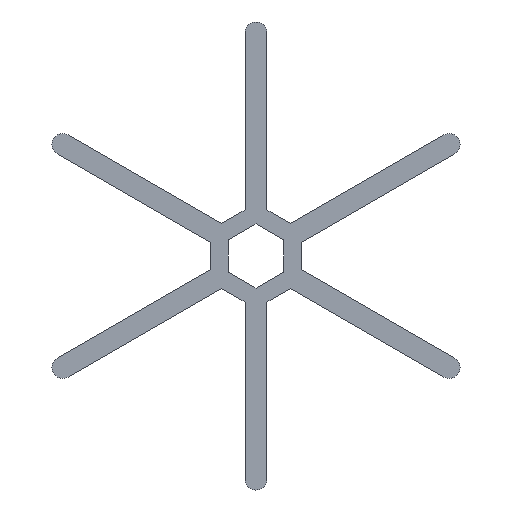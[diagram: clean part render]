
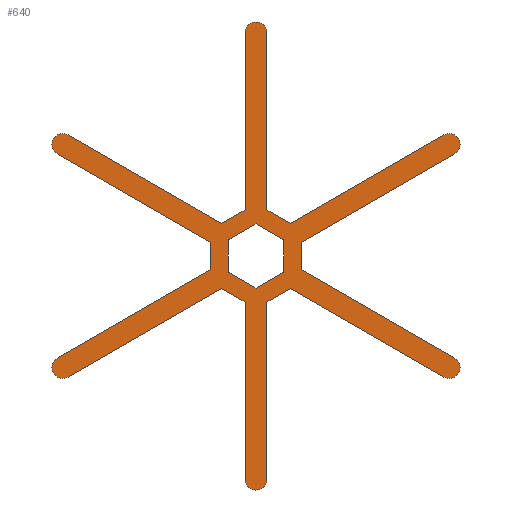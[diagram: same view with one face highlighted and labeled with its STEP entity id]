
A CAD part, front view. The second image highlights one B-rep face of the part: STEP entity #640.
In plain terms, the highlighted planar face has unit normal (0, -1, 0).
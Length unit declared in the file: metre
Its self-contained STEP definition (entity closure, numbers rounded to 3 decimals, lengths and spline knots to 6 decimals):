
#13=CIRCLE('',#665,0.002165);
#15=CIRCLE('',#671,0.002165);
#17=CIRCLE('',#677,0.002165);
#19=CIRCLE('',#683,0.002165);
#21=CIRCLE('',#689,0.002165);
#23=CIRCLE('',#695,0.002165);
#150=ORIENTED_EDGE('',*,*,#228,.F.);
#151=ORIENTED_EDGE('',*,*,#232,.T.);
#152=ORIENTED_EDGE('',*,*,#235,.T.);
#153=ORIENTED_EDGE('',*,*,#238,.T.);
#154=ORIENTED_EDGE('',*,*,#241,.F.);
#155=ORIENTED_EDGE('',*,*,#244,.T.);
#156=ORIENTED_EDGE('',*,*,#247,.T.);
#157=ORIENTED_EDGE('',*,*,#250,.T.);
#158=ORIENTED_EDGE('',*,*,#253,.F.);
#159=ORIENTED_EDGE('',*,*,#256,.T.);
#160=ORIENTED_EDGE('',*,*,#259,.T.);
#161=ORIENTED_EDGE('',*,*,#262,.T.);
#162=ORIENTED_EDGE('',*,*,#265,.F.);
#163=ORIENTED_EDGE('',*,*,#268,.T.);
#164=ORIENTED_EDGE('',*,*,#271,.T.);
#165=ORIENTED_EDGE('',*,*,#274,.T.);
#166=ORIENTED_EDGE('',*,*,#277,.F.);
#167=ORIENTED_EDGE('',*,*,#280,.T.);
#168=ORIENTED_EDGE('',*,*,#283,.T.);
#169=ORIENTED_EDGE('',*,*,#286,.T.);
#170=ORIENTED_EDGE('',*,*,#289,.F.);
#171=ORIENTED_EDGE('',*,*,#292,.T.);
#172=ORIENTED_EDGE('',*,*,#295,.T.);
#173=ORIENTED_EDGE('',*,*,#297,.T.);
#174=ORIENTED_EDGE('',*,*,#212,.F.);
#175=ORIENTED_EDGE('',*,*,#216,.F.);
#176=ORIENTED_EDGE('',*,*,#219,.F.);
#177=ORIENTED_EDGE('',*,*,#222,.F.);
#178=ORIENTED_EDGE('',*,*,#225,.F.);
#179=ORIENTED_EDGE('',*,*,#299,.F.);
#212=EDGE_CURVE('',#302,#303,#362,.T.);
#216=EDGE_CURVE('',#305,#302,#366,.T.);
#219=EDGE_CURVE('',#307,#305,#369,.T.);
#222=EDGE_CURVE('',#309,#307,#372,.T.);
#225=EDGE_CURVE('',#311,#309,#375,.T.);
#228=EDGE_CURVE('',#314,#315,#378,.T.);
#232=EDGE_CURVE('',#314,#317,#382,.T.);
#235=EDGE_CURVE('',#317,#319,#385,.T.);
#238=EDGE_CURVE('',#319,#321,#13,.T.);
#241=EDGE_CURVE('',#323,#321,#389,.T.);
#244=EDGE_CURVE('',#323,#325,#392,.T.);
#247=EDGE_CURVE('',#325,#327,#395,.T.);
#250=EDGE_CURVE('',#327,#329,#15,.T.);
#253=EDGE_CURVE('',#331,#329,#399,.T.);
#256=EDGE_CURVE('',#331,#333,#402,.T.);
#259=EDGE_CURVE('',#333,#335,#405,.T.);
#262=EDGE_CURVE('',#335,#337,#17,.T.);
#265=EDGE_CURVE('',#339,#337,#409,.T.);
#268=EDGE_CURVE('',#339,#341,#412,.T.);
#271=EDGE_CURVE('',#341,#343,#415,.T.);
#274=EDGE_CURVE('',#343,#345,#19,.T.);
#277=EDGE_CURVE('',#347,#345,#419,.T.);
#280=EDGE_CURVE('',#347,#349,#422,.T.);
#283=EDGE_CURVE('',#349,#351,#425,.T.);
#286=EDGE_CURVE('',#351,#353,#21,.T.);
#289=EDGE_CURVE('',#355,#353,#429,.T.);
#292=EDGE_CURVE('',#355,#357,#432,.T.);
#295=EDGE_CURVE('',#357,#359,#435,.T.);
#297=EDGE_CURVE('',#359,#315,#23,.T.);
#299=EDGE_CURVE('',#303,#311,#437,.T.);
#302=VERTEX_POINT('',#873);
#303=VERTEX_POINT('',#875);
#305=VERTEX_POINT('',#881);
#307=VERTEX_POINT('',#887);
#309=VERTEX_POINT('',#893);
#311=VERTEX_POINT('',#899);
#314=VERTEX_POINT('',#906);
#315=VERTEX_POINT('',#908);
#317=VERTEX_POINT('',#914);
#319=VERTEX_POINT('',#920);
#321=VERTEX_POINT('',#926);
#323=VERTEX_POINT('',#932);
#325=VERTEX_POINT('',#938);
#327=VERTEX_POINT('',#944);
#329=VERTEX_POINT('',#950);
#331=VERTEX_POINT('',#956);
#333=VERTEX_POINT('',#962);
#335=VERTEX_POINT('',#968);
#337=VERTEX_POINT('',#974);
#339=VERTEX_POINT('',#980);
#341=VERTEX_POINT('',#986);
#343=VERTEX_POINT('',#992);
#345=VERTEX_POINT('',#998);
#347=VERTEX_POINT('',#1004);
#349=VERTEX_POINT('',#1010);
#351=VERTEX_POINT('',#1016);
#353=VERTEX_POINT('',#1022);
#355=VERTEX_POINT('',#1028);
#357=VERTEX_POINT('',#1034);
#359=VERTEX_POINT('',#1040);
#362=LINE('',#874,#440);
#366=LINE('',#882,#444);
#369=LINE('',#888,#447);
#372=LINE('',#894,#450);
#375=LINE('',#900,#453);
#378=LINE('',#907,#456);
#382=LINE('',#915,#460);
#385=LINE('',#921,#463);
#389=LINE('',#933,#467);
#392=LINE('',#939,#470);
#395=LINE('',#945,#473);
#399=LINE('',#957,#477);
#402=LINE('',#963,#480);
#405=LINE('',#969,#483);
#409=LINE('',#981,#487);
#412=LINE('',#987,#490);
#415=LINE('',#993,#493);
#419=LINE('',#1005,#497);
#422=LINE('',#1011,#500);
#425=LINE('',#1017,#503);
#429=LINE('',#1029,#507);
#432=LINE('',#1035,#510);
#435=LINE('',#1041,#513);
#437=LINE('',#1047,#515);
#440=VECTOR('',#705,1.);
#444=VECTOR('',#711,1.);
#447=VECTOR('',#716,1.);
#450=VECTOR('',#721,1.);
#453=VECTOR('',#726,1.);
#456=VECTOR('',#731,1.);
#460=VECTOR('',#737,1.);
#463=VECTOR('',#742,1.);
#467=VECTOR('',#754,1.);
#470=VECTOR('',#759,1.);
#473=VECTOR('',#764,1.);
#477=VECTOR('',#776,1.);
#480=VECTOR('',#781,1.);
#483=VECTOR('',#786,1.);
#487=VECTOR('',#798,1.);
#490=VECTOR('',#803,1.);
#493=VECTOR('',#808,1.);
#497=VECTOR('',#820,1.);
#500=VECTOR('',#825,1.);
#503=VECTOR('',#830,1.);
#507=VECTOR('',#842,1.);
#510=VECTOR('',#847,1.);
#513=VECTOR('',#852,1.);
#515=VECTOR('',#862,1.);
#546=EDGE_LOOP('',(#150,#151,#152,#153,#154,#155,#156,#157,#158,#159,#160,
#161,#162,#163,#164,#165,#166,#167,#168,#169,#170,#171,#172,#173));
#547=EDGE_LOOP('',(#174,#175,#176,#177,#178,#179));
#580=FACE_BOUND('',#546,.T.);
#581=FACE_BOUND('',#547,.T.);
#608=PLANE('',#697);
#640=ADVANCED_FACE('',(#580,#581),#608,.T.);
#665=AXIS2_PLACEMENT_3D('',#927,#748,#749);
#671=AXIS2_PLACEMENT_3D('',#951,#770,#771);
#677=AXIS2_PLACEMENT_3D('',#975,#792,#793);
#683=AXIS2_PLACEMENT_3D('',#999,#814,#815);
#689=AXIS2_PLACEMENT_3D('',#1023,#836,#837);
#695=AXIS2_PLACEMENT_3D('',#1044,#857,#858);
#697=AXIS2_PLACEMENT_3D('',#1048,#863,#864);
#705=DIRECTION('',(0.,0.,1.));
#711=DIRECTION('',(0.866,0.,0.5));
#716=DIRECTION('',(0.866,0.,-0.5));
#721=DIRECTION('',(0.,0.,-1.));
#726=DIRECTION('',(-0.866,0.,-0.5));
#731=DIRECTION('',(0.866,0.,-0.5));
#737=DIRECTION('',(0.,0.,1.));
#742=DIRECTION('',(0.866,0.,0.5));
#748=DIRECTION('',(0.,-1.,0.));
#749=DIRECTION('',(0.,0.,-1.));
#754=DIRECTION('',(0.866,0.,0.5));
#759=DIRECTION('',(-0.866,0.,0.5));
#764=DIRECTION('',(0.,0.,1.));
#770=DIRECTION('',(0.,-1.,0.));
#771=DIRECTION('',(0.,0.,-1.));
#776=DIRECTION('',(0.,0.,1.));
#781=DIRECTION('',(-0.866,0.,-0.5));
#786=DIRECTION('',(-0.866,0.,0.5));
#792=DIRECTION('',(0.,-1.,0.));
#793=DIRECTION('',(0.,0.,-1.));
#798=DIRECTION('',(-0.866,0.,0.5));
#803=DIRECTION('',(0.,0.,-1.));
#808=DIRECTION('',(-0.866,0.,-0.5));
#814=DIRECTION('',(0.,-1.,0.));
#815=DIRECTION('',(0.,0.,-1.));
#820=DIRECTION('',(-0.866,0.,-0.5));
#825=DIRECTION('',(0.866,0.,-0.5));
#830=DIRECTION('',(0.,0.,-1.));
#836=DIRECTION('',(0.,-1.,0.));
#837=DIRECTION('',(0.,0.,-1.));
#842=DIRECTION('',(0.,0.,-1.));
#847=DIRECTION('',(0.866,0.,0.5));
#852=DIRECTION('',(0.866,0.,-0.5));
#857=DIRECTION('',(0.,-1.,0.));
#858=DIRECTION('',(0.,0.,-1.));
#862=DIRECTION('',(-0.866,0.,0.5));
#863=DIRECTION('',(0.,-1.,0.));
#864=DIRECTION('',(1.,0.,0.));
#873=CARTESIAN_POINT('',(0.005499,-0.01,-0.003175));
#874=CARTESIAN_POINT('',(0.005499,-0.01,0.));
#875=CARTESIAN_POINT('',(0.005499,-0.01,0.003175));
#881=CARTESIAN_POINT('',(0.,-0.01,-0.00635));
#882=CARTESIAN_POINT('',(0.00275,-0.01,-0.004763));
#887=CARTESIAN_POINT('',(-0.005499,-0.01,-0.003175));
#888=CARTESIAN_POINT('',(-0.00275,-0.01,-0.004763));
#893=CARTESIAN_POINT('',(-0.005499,-0.01,0.003175));
#894=CARTESIAN_POINT('',(-0.005499,-0.01,0.));
#899=CARTESIAN_POINT('',(0.,-0.01,0.00635));
#900=CARTESIAN_POINT('',(-0.00275,-0.01,0.004763));
#906=CARTESIAN_POINT('',(0.008963,-0.01,-0.002675));
#907=CARTESIAN_POINT('',(0.024119,-0.01,-0.011425));
#908=CARTESIAN_POINT('',(0.039274,-0.01,-0.020175));
#914=CARTESIAN_POINT('',(0.008963,-0.01,0.002675));
#915=CARTESIAN_POINT('',(0.008963,-0.01,0.));
#920=CARTESIAN_POINT('',(0.039274,-0.01,0.020175));
#921=CARTESIAN_POINT('',(0.024119,-0.01,0.011425));
#926=CARTESIAN_POINT('',(0.037109,-0.01,0.023925));
#927=CARTESIAN_POINT('',(0.038192,-0.01,0.02205));
#932=CARTESIAN_POINT('',(0.006798,-0.01,0.006425));
#933=CARTESIAN_POINT('',(0.021954,-0.01,0.015175));
#938=CARTESIAN_POINT('',(0.002165,-0.01,0.0091));
#939=CARTESIAN_POINT('',(0.004482,-0.01,0.007763));
#944=CARTESIAN_POINT('',(0.002165,-0.01,0.0441));
#945=CARTESIAN_POINT('',(0.002165,-0.01,0.0266));
#950=CARTESIAN_POINT('',(-0.002165,-0.01,0.0441));
#951=CARTESIAN_POINT('',(0.,-0.01,0.0441));
#956=CARTESIAN_POINT('',(-0.002165,-0.01,0.0091));
#957=CARTESIAN_POINT('',(-0.002165,-0.01,0.0266));
#962=CARTESIAN_POINT('',(-0.006798,-0.01,0.006425));
#963=CARTESIAN_POINT('',(-0.004482,-0.01,0.007763));
#968=CARTESIAN_POINT('',(-0.037109,-0.01,0.023925));
#969=CARTESIAN_POINT('',(-0.021954,-0.01,0.015175));
#974=CARTESIAN_POINT('',(-0.039274,-0.01,0.020175));
#975=CARTESIAN_POINT('',(-0.038192,-0.01,0.02205));
#980=CARTESIAN_POINT('',(-0.008963,-0.01,0.002675));
#981=CARTESIAN_POINT('',(-0.024119,-0.01,0.011425));
#986=CARTESIAN_POINT('',(-0.008963,-0.01,-0.002675));
#987=CARTESIAN_POINT('',(-0.008963,-0.01,0.));
#992=CARTESIAN_POINT('',(-0.039274,-0.01,-0.020175));
#993=CARTESIAN_POINT('',(-0.024119,-0.01,-0.011425));
#998=CARTESIAN_POINT('',(-0.037109,-0.01,-0.023925));
#999=CARTESIAN_POINT('',(-0.038192,-0.01,-0.02205));
#1004=CARTESIAN_POINT('',(-0.006798,-0.01,-0.006425));
#1005=CARTESIAN_POINT('',(-0.021954,-0.01,-0.015175));
#1010=CARTESIAN_POINT('',(-0.002165,-0.01,-0.0091));
#1011=CARTESIAN_POINT('',(-0.004482,-0.01,-0.007763));
#1016=CARTESIAN_POINT('',(-0.002165,-0.01,-0.0441));
#1017=CARTESIAN_POINT('',(-0.002165,-0.01,-0.0266));
#1022=CARTESIAN_POINT('',(0.002165,-0.01,-0.0441));
#1023=CARTESIAN_POINT('',(0.,-0.01,-0.0441));
#1028=CARTESIAN_POINT('',(0.002165,-0.01,-0.0091));
#1029=CARTESIAN_POINT('',(0.002165,-0.01,-0.0266));
#1034=CARTESIAN_POINT('',(0.006798,-0.01,-0.006425));
#1035=CARTESIAN_POINT('',(0.004482,-0.01,-0.007763));
#1040=CARTESIAN_POINT('',(0.037109,-0.01,-0.023925));
#1041=CARTESIAN_POINT('',(0.021954,-0.01,-0.015175));
#1044=CARTESIAN_POINT('',(0.038192,-0.01,-0.02205));
#1047=CARTESIAN_POINT('',(0.00275,-0.01,0.004763));
#1048=CARTESIAN_POINT('',(0.,-0.01,0.));
